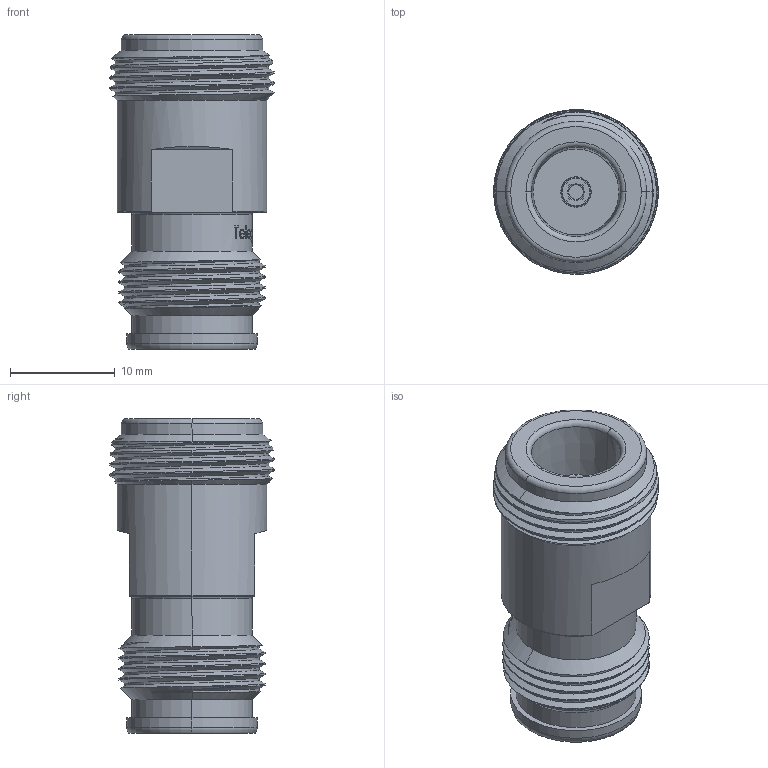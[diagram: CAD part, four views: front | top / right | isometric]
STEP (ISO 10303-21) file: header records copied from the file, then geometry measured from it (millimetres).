
FILE_DESCRIPTION (( 'STEP AP214' ), '1' );
FILE_NAME ('J01027A0033.STEP', '2018-08-02T09:57:55', ( '' ), ( '' ), 'SwSTEP 2.0', 'SolidWorks 2017', '' );
FILE_SCHEMA (( 'AUTOMOTIVE_DESIGN' ));
Length unit declared in the file: millimetre
Products named in the file (1): J01027A0033
Bounding box: 15.75 x 15.75 x 30.1 mm (x, y, z)
Volume: 3556.2 mm3; surface area: 2317.8 mm2
Topology: 1 solids, 1 shells, 381 faces, 1009 edges, 664 vertices
Faces by surface type: plane 110, bspline 89, cone 73, cylinder 72, torus 37
Entity records: 24191 total; most frequent: CARTESIAN_POINT 11537, ORIENTED_EDGE 2018, DIRECTION 1380, EDGE_CURVE 1009, VERTEX_POINT 664, AXIS2_PLACEMENT_3D 549, B_SPLINE_CURVE_WITH_KNOTS 421, EDGE_LOOP 415
